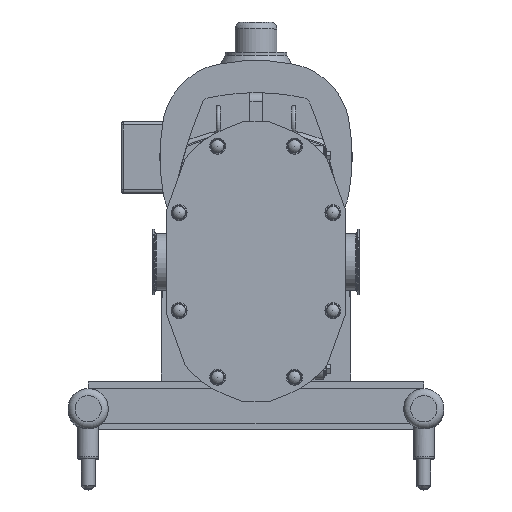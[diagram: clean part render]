
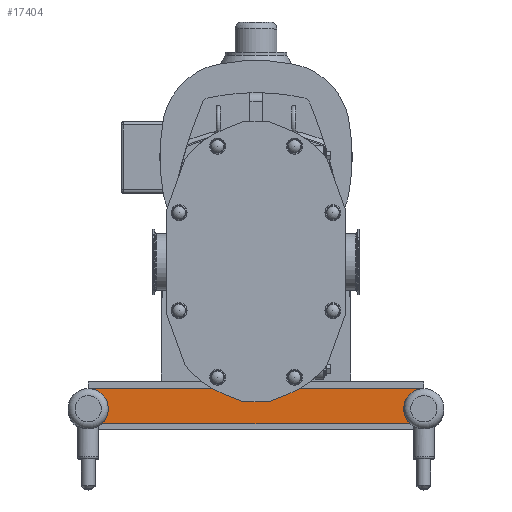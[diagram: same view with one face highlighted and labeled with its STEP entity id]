
A CAD part, top view. The second image highlights one B-rep face of the part: STEP entity #17404.
In plain terms, the highlighted planar face has unit normal (0, 0, 1).
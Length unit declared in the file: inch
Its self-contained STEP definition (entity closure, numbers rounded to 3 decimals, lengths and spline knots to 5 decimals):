
#1051=CIRCLE('',#18482,1.44);
#1052=CIRCLE('',#18483,1.44);
#2224=FACE_OUTER_BOUND('',#3230,.T.);
#3230=EDGE_LOOP('',(#11645,#11646,#11647,#11648,#11649,#11650));
#4359=LINE('',#25876,#5677);
#4360=LINE('',#25879,#5678);
#4361=LINE('',#25883,#5679);
#4362=LINE('',#25886,#5680);
#5677=VECTOR('',#20540,0.3937);
#5678=VECTOR('',#20543,0.3937);
#5679=VECTOR('',#20546,0.3937);
#5680=VECTOR('',#20549,0.3937);
#7025=VERTEX_POINT('',#25869);
#7027=VERTEX_POINT('',#25874);
#7028=VERTEX_POINT('',#25878);
#7029=VERTEX_POINT('',#25880);
#7030=VERTEX_POINT('',#25882);
#7031=VERTEX_POINT('',#25884);
#8862=EDGE_CURVE('',#7025,#7027,#4359,.T.);
#8863=EDGE_CURVE('',#7027,#7028,#4360,.T.);
#8864=EDGE_CURVE('',#7028,#7029,#1051,.T.);
#8865=EDGE_CURVE('',#7029,#7030,#4361,.T.);
#8866=EDGE_CURVE('',#7030,#7031,#1052,.T.);
#8867=EDGE_CURVE('',#7031,#7025,#4362,.T.);
#11645=ORIENTED_EDGE('',*,*,#8862,.T.);
#11646=ORIENTED_EDGE('',*,*,#8863,.T.);
#11647=ORIENTED_EDGE('',*,*,#8864,.T.);
#11648=ORIENTED_EDGE('',*,*,#8865,.T.);
#11649=ORIENTED_EDGE('',*,*,#8866,.T.);
#11650=ORIENTED_EDGE('',*,*,#8867,.T.);
#16872=PLANE('',#18481);
#17404=ADVANCED_FACE('',(#2224),#16872,.T.);
#18481=AXIS2_PLACEMENT_3D('',#25877,#20541,#20542);
#18482=AXIS2_PLACEMENT_3D('',#25881,#20544,#20545);
#18483=AXIS2_PLACEMENT_3D('',#25885,#20547,#20548);
#20540=DIRECTION('',(-1.,0.,0.));
#20541=DIRECTION('center_axis',(0.,0.,
1.));
#20542=DIRECTION('ref_axis',(1.,0.,0.));
#20543=DIRECTION('',(0.,-1.,0.));
#20544=DIRECTION('center_axis',(0.,0.,
-1.));
#20545=DIRECTION('ref_axis',(0.677,-0.736,0.));
#20546=DIRECTION('',(1.,0.,0.));
#20547=DIRECTION('center_axis',(0.,0.,
-1.));
#20548=DIRECTION('ref_axis',(-0.347,0.938,0.));
#20549=DIRECTION('',(0.,1.,0.));
#25869=CARTESIAN_POINT('',(11.4975,-9.062,-12.578));
#25874=CARTESIAN_POINT('',(-11.5025,-9.062,-12.578));
#25876=CARTESIAN_POINT('',(-0.0025,-9.062,-12.578));
#25877=CARTESIAN_POINT('Origin',(-0.0025,-10.27749,
-12.578));
#25878=CARTESIAN_POINT('',(-11.5025,-9.14909,-12.578));
#25879=CARTESIAN_POINT('',(-11.5025,-9.14909,-12.578));
#25880=CARTESIAN_POINT('',(-11.02782,-11.5595,-12.578));
#25881=CARTESIAN_POINT('Origin',(-12.0025,-10.4995,-12.578));
#25882=CARTESIAN_POINT('',(11.02282,-11.5595,-12.578));
#25883=CARTESIAN_POINT('',(11.02282,-11.5595,-12.578));
#25884=CARTESIAN_POINT('',(11.4975,-9.14909,-12.578));
#25885=CARTESIAN_POINT('Origin',(11.9975,-10.4995,-12.578));
#25886=CARTESIAN_POINT('',(11.4975,-9.0595,-12.578));
